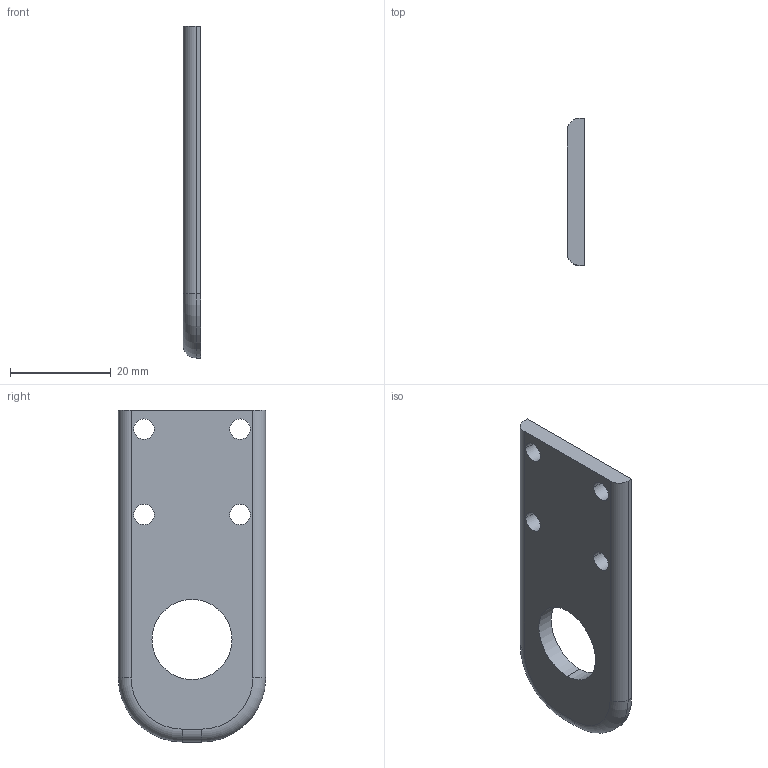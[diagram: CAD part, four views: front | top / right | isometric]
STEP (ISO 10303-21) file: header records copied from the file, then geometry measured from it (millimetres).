
FILE_DESCRIPTION (( 'STEP AP203' ), '1' );
FILE_NAME ('J5 Turret Right Arm.STEP', '2016-07-29T00:24:31', ( '' ), ( '' ), 'SwSTEP 2.0', 'SolidWorks 2015', '' );
FILE_SCHEMA (( 'CONFIG_CONTROL_DESIGN' ));
Length unit declared in the file: inch
Products named in the file (1): J5 Turret Right Arm
Bounding box: 3.49 x 29.21 x 65.81 mm (x, y, z)
Volume: 5395 mm3; surface area: 4017.4 mm2
Topology: 1 solids, 1 shells, 28 faces, 74 edges, 48 vertices
Faces by surface type: cylinder 17, plane 9, torus 2
Entity records: 981 total; most frequent: DIRECTION 164, CARTESIAN_POINT 157, ORIENTED_EDGE 148, EDGE_CURVE 74, AXIS2_PLACEMENT_3D 63, VERTEX_POINT 48, VECTOR 38, LINE 38
